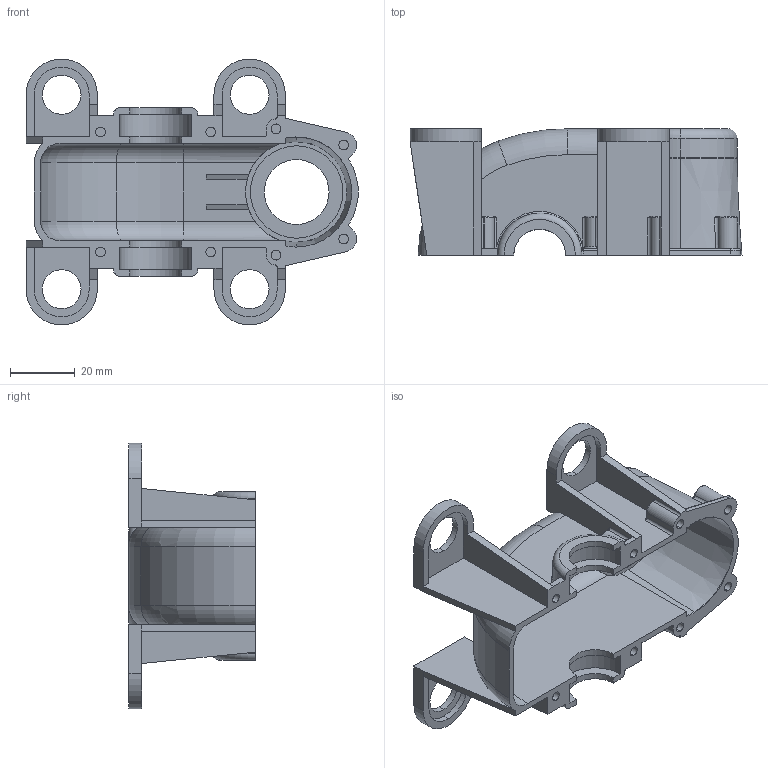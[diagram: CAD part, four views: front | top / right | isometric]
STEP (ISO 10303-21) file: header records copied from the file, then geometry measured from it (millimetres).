
FILE_DESCRIPTION (( 'STEP AP203' ), '1' );
FILE_NAME ('Moby-RV-1_Défaut_sldprt.STEP', '2019-11-01T12:18:38', ( '' ), ( '' ), 'SwSTEP 2.0', 'SolidWorks 2017', '' );
FILE_SCHEMA (( 'CONFIG_CONTROL_DESIGN' ));
Length unit declared in the file: millimetre
Products named in the file (1): Moby-RV-1_Défaut_sldprt
Bounding box: 102.44 x 39 x 82 mm (x, y, z)
Volume: 34846.8 mm3; surface area: 34286.4 mm2
Topology: 1 solids, 1 shells, 282 faces, 746 edges, 471 vertices
Faces by surface type: plane 108, cylinder 104, torus 50, bspline 12, cone 6, sphere 2
Entity records: 9453 total; most frequent: CARTESIAN_POINT 2333, DIRECTION 1516, ORIENTED_EDGE 1484, EDGE_CURVE 742, AXIS2_PLACEMENT_3D 582, VERTEX_POINT 471, VECTOR 352, LINE 352
